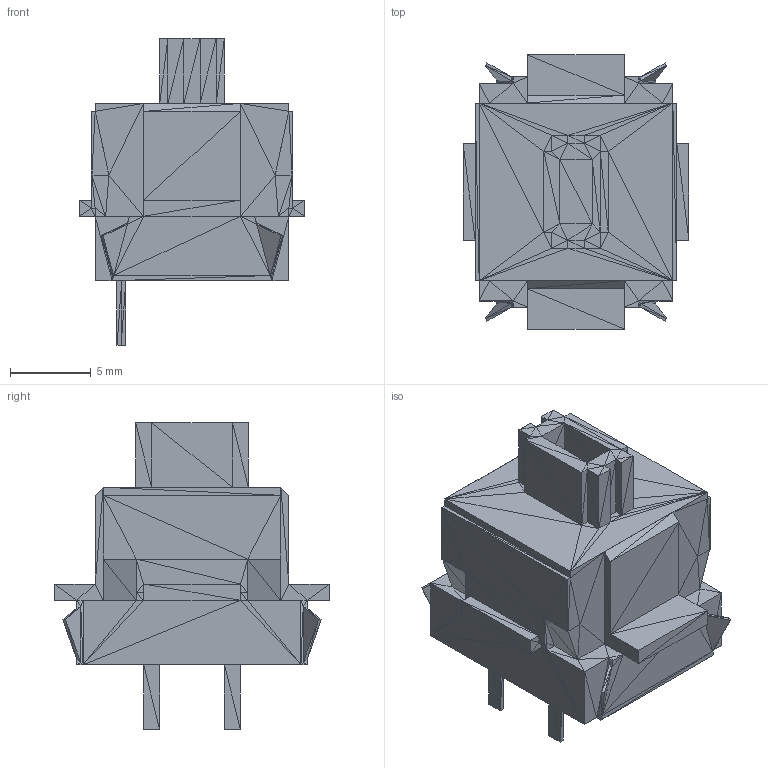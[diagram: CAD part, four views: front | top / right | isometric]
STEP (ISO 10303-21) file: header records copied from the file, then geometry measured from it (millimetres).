
FILE_DESCRIPTION(('FreeCAD Model'),'2;1');
FILE_NAME('alps-switch.step', '2021-01-22T18:06:22',('Author'),(''), 'Open CASCADE STEP processor 7.3','FreeCAD','Unknown');
FILE_SCHEMA(('AUTOMOTIVE_DESIGN { 1 0 10303 214 1 1 1 1 }'));
Length unit declared in the file: millimetre
Products named in the file (1): ALPS_switch001
Bounding box: 14 x 17 x 19 mm (x, y, z)
Surface area: 1141.5 mm2 (no closed solid volume)
Topology: 0 solids, 1 shells, 500 faces, 750 edges, 252 vertices
Faces by surface type: plane 500
Entity records: 18783 total; most frequent: CARTESIAN_POINT 3753, DIRECTION 2502, ORIENTED_EDGE 1500, LINE 1500, VECTOR 1500, PCURVE 1500, DEFINITIONAL_REPRESENTATION 1500, EDGE_CURVE 750
